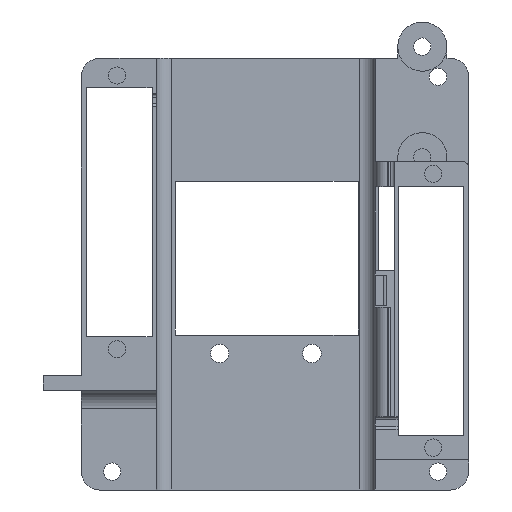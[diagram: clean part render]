
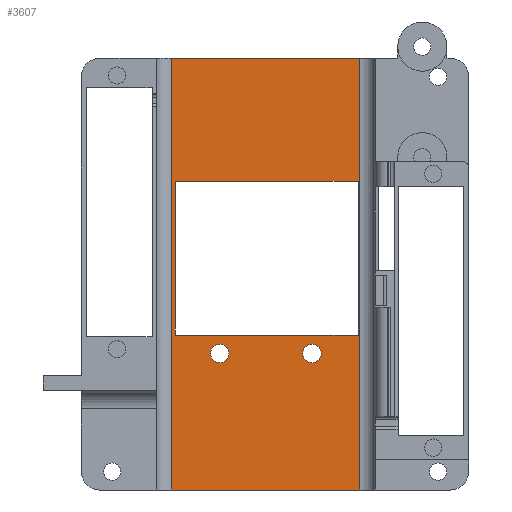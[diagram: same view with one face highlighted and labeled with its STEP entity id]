
A CAD part, front view. The second image highlights one B-rep face of the part: STEP entity #3607.
In plain terms, the highlighted planar face has unit normal (0, -1, 0).
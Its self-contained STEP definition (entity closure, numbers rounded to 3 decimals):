
#57=FACE_BOUND('',#600,.T.);
#58=FACE_BOUND('',#601,.T.);
#59=FACE_BOUND('',#602,.T.);
#233=CIRCLE('',#3917,1.5);
#234=CIRCLE('',#3918,1.5);
#380=FACE_OUTER_BOUND('',#599,.T.);
#599=EDGE_LOOP('',(#3173,#3174,#3175,#3176));
#600=EDGE_LOOP('',(#3177));
#601=EDGE_LOOP('',(#3178,#3179,#3180,#3181));
#602=EDGE_LOOP('',(#3182));
#860=LINE('',#5519,#1262);
#991=LINE('',#5864,#1393);
#992=LINE('',#5868,#1394);
#999=LINE('',#5898,#1401);
#1000=LINE('',#5903,#1402);
#1001=LINE('',#5905,#1403);
#1002=LINE('',#5907,#1404);
#1003=LINE('',#5908,#1405);
#1262=VECTOR('',#4448,10.);
#1393=VECTOR('',#4787,10.);
#1394=VECTOR('',#4792,10.);
#1401=VECTOR('',#4837,10.);
#1402=VECTOR('',#4840,10.);
#1403=VECTOR('',#4841,10.);
#1404=VECTOR('',#4842,10.);
#1405=VECTOR('',#4843,10.);
#1651=VERTEX_POINT('',#5516);
#1652=VERTEX_POINT('',#5518);
#1762=VERTEX_POINT('',#5862);
#1763=VERTEX_POINT('',#5866);
#1768=VERTEX_POINT('',#5899);
#1769=VERTEX_POINT('',#5901);
#1770=VERTEX_POINT('',#5902);
#1771=VERTEX_POINT('',#5904);
#1772=VERTEX_POINT('',#5906);
#1773=VERTEX_POINT('',#5909);
#2070=EDGE_CURVE('',#1651,#1652,#860,.T.);
#2244=EDGE_CURVE('',#1652,#1762,#991,.T.);
#2246=EDGE_CURVE('',#1763,#1651,#992,.T.);
#2259=EDGE_CURVE('',#1763,#1762,#999,.T.);
#2260=EDGE_CURVE('',#1768,#1768,#233,.T.);
#2261=EDGE_CURVE('',#1769,#1770,#1000,.T.);
#2262=EDGE_CURVE('',#1771,#1769,#1001,.T.);
#2263=EDGE_CURVE('',#1772,#1771,#1002,.T.);
#2264=EDGE_CURVE('',#1770,#1772,#1003,.T.);
#2265=EDGE_CURVE('',#1773,#1773,#234,.T.);
#3173=ORIENTED_EDGE('',*,*,#2244,.F.);
#3174=ORIENTED_EDGE('',*,*,#2070,.F.);
#3175=ORIENTED_EDGE('',*,*,#2246,.F.);
#3176=ORIENTED_EDGE('',*,*,#2259,.T.);
#3177=ORIENTED_EDGE('',*,*,#2260,.F.);
#3178=ORIENTED_EDGE('',*,*,#2261,.F.);
#3179=ORIENTED_EDGE('',*,*,#2262,.F.);
#3180=ORIENTED_EDGE('',*,*,#2263,.F.);
#3181=ORIENTED_EDGE('',*,*,#2264,.F.);
#3182=ORIENTED_EDGE('',*,*,#2265,.F.);
#3437=PLANE('',#3916);
#3607=ADVANCED_FACE('',(#380,#57,#58,#59),#3437,.F.);
#3916=AXIS2_PLACEMENT_3D('',#5897,#4835,#4836);
#3917=AXIS2_PLACEMENT_3D('',#5900,#4838,#4839);
#3918=AXIS2_PLACEMENT_3D('',#5910,#4844,#4845);
#4448=DIRECTION('',(1.,0.,0.));
#4787=DIRECTION('',(0.,0.,-1.));
#4792=DIRECTION('',(0.,0.,1.));
#4835=DIRECTION('center_axis',(0.,1.,0.));
#4836=DIRECTION('ref_axis',(1.,0.,0.));
#4837=DIRECTION('',(1.,0.,0.));
#4838=DIRECTION('center_axis',(0.,-1.,0.));
#4839=DIRECTION('ref_axis',(1.,0.,0.));
#4840=DIRECTION('',(0.,0.,-1.));
#4841=DIRECTION('',(-1.,0.,0.));
#4842=DIRECTION('',(0.,0.,1.));
#4843=DIRECTION('',(1.,0.,0.));
#4844=DIRECTION('center_axis',(0.,-1.,0.));
#4845=DIRECTION('ref_axis',(1.,0.,0.));
#5516=CARTESIAN_POINT('',(-15.3,0.,48.));
#5518=CARTESIAN_POINT('',(15.3,0.,48.));
#5519=CARTESIAN_POINT('',(-27.,0.,48.));
#5862=CARTESIAN_POINT('',(15.3,0.,-22.2));
#5864=CARTESIAN_POINT('',(15.3,0.,30.45));
#5866=CARTESIAN_POINT('',(-15.3,0.,-22.2));
#5868=CARTESIAN_POINT('',(-15.3,0.,-4.65));
#5897=CARTESIAN_POINT('Origin',(1.5,0.,12.9));
#5898=CARTESIAN_POINT('',(-27.,0.,-22.2));
#5899=CARTESIAN_POINT('',(-9.,0.,0.));
#5900=CARTESIAN_POINT('Origin',(-7.5,0.,0.));
#5901=CARTESIAN_POINT('',(-14.7,0.,28.));
#5902=CARTESIAN_POINT('',(-14.7,0.,3.));
#5903=CARTESIAN_POINT('',(-14.7,0.,3.));
#5904=CARTESIAN_POINT('',(15.,0.,28.));
#5905=CARTESIAN_POINT('',(-14.7,0.,28.));
#5906=CARTESIAN_POINT('',(15.,0.,3.));
#5907=CARTESIAN_POINT('',(15.,0.,3.));
#5908=CARTESIAN_POINT('',(-14.7,0.,3.));
#5909=CARTESIAN_POINT('',(6.,0.,0.));
#5910=CARTESIAN_POINT('Origin',(7.5,0.,0.));
